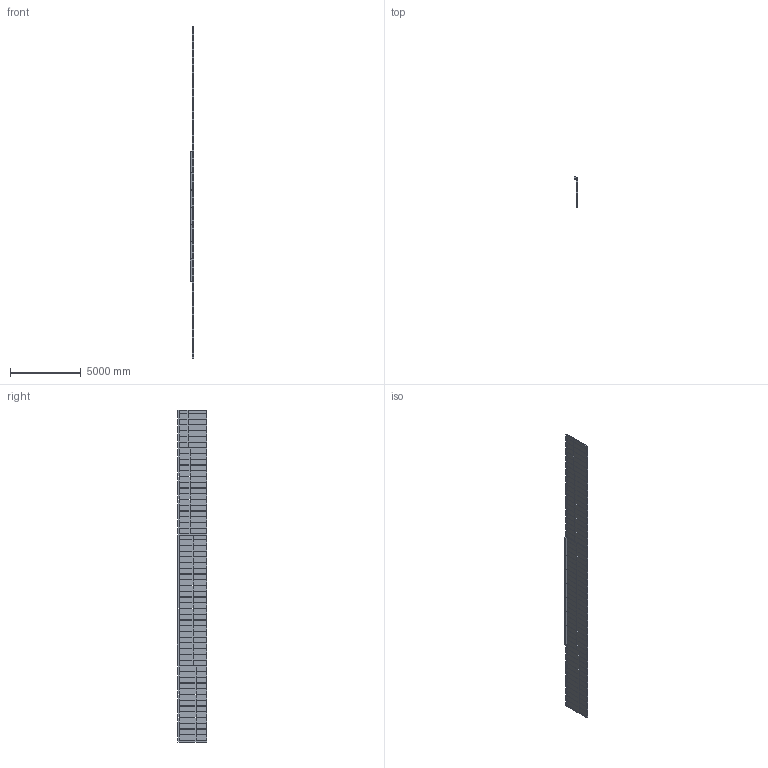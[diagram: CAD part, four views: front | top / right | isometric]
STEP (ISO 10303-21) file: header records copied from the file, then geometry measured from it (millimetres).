
FILE_DESCRIPTION(/* description */ (''),/* implementation_level */ '2;1');
FILE_NAME(/* name */ 'NE Wall.step',/* time_stamp */ '2023-01-12T14:15:43-06:00',/* author */ (''),/* organization */ (''),/* preprocessor_version */ 'ST-DEVELOPER v19.2',/* originating_system */ 'Autodesk Translation Framework v11.17.0.187',/* authorisation */ '');
FILE_SCHEMA (('AUTOMOTIVE_DESIGN { 1 0 10303 214 3 1 1 }'));
Length unit declared in the file: inch
Products named in the file (1): NE Wall
Bounding box: 219.07 x 2120.9 x 23520.4 mm (x, y, z)
Volume: 4532759392.6 mm3; surface area: 132947286 mm2
Topology: 164 solids, 164 shells, 1028 faces, 2100 edges, 1400 vertices
Faces by surface type: plane 1028
Entity records: 26256 total; most frequent: CARTESIAN_POINT 4529, ORIENTED_EDGE 4200, DIRECTION 4158, LINE 2100, VECTOR 2100, EDGE_CURVE 2100, VERTEX_POINT 1400, AXIS2_PLACEMENT_3D 1029
